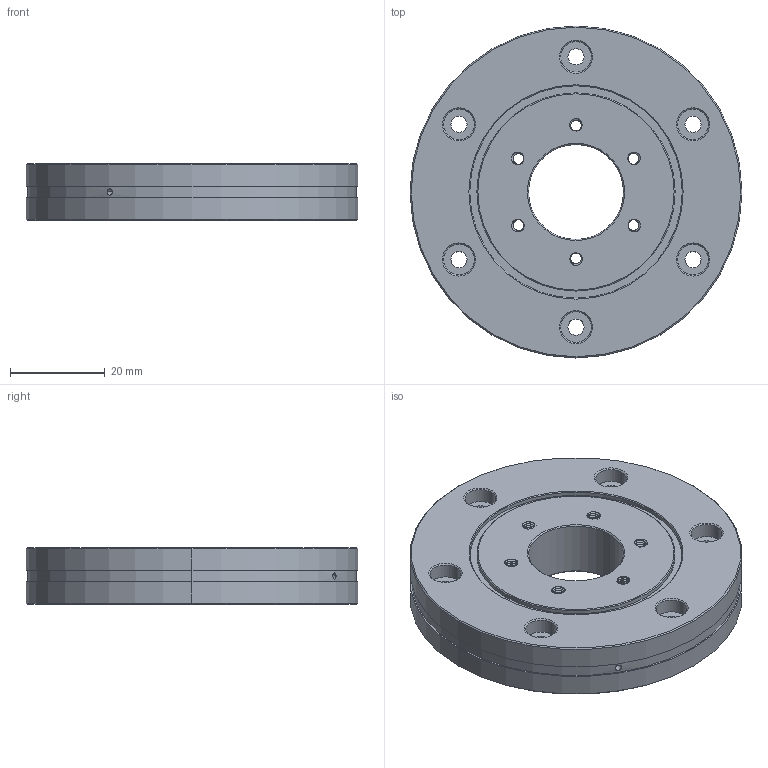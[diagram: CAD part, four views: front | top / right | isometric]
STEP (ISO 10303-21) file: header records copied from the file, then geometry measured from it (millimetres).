
FILE_DESCRIPTION (( 'STEP AP203' ), '1' );
FILE_NAME ('2010N12_Face-Mount Crossed-Roller Bearing.STEP', '2022-09-02T12:45:54', ( 'Administrator' ), ( 'Managed by Terraform' ), 'SwSTEP 2.0', 'SolidWorks 2017', '' );
FILE_SCHEMA (( 'CONFIG_CONTROL_DESIGN' ));
Length unit declared in the file: millimetre
Products named in the file (1): 2010N12_Face-Mount Crossed-Roller Bearing
Bounding box: 70 x 70 x 12 mm (x, y, z)
Volume: 40256.4 mm3; surface area: 12978 mm2
Topology: 1 solids, 1 shells, 396 faces, 1116 edges, 736 vertices
Faces by surface type: cylinder 338, cone 24, bspline 18, plane 16
Entity records: 30147 total; most frequent: CARTESIAN_POINT 21611, ORIENTED_EDGE 2232, DIRECTION 1354, EDGE_CURVE 1116, VERTEX_POINT 736, AXIS2_PLACEMENT_3D 499, EDGE_LOOP 436, ADVANCED_FACE 396
